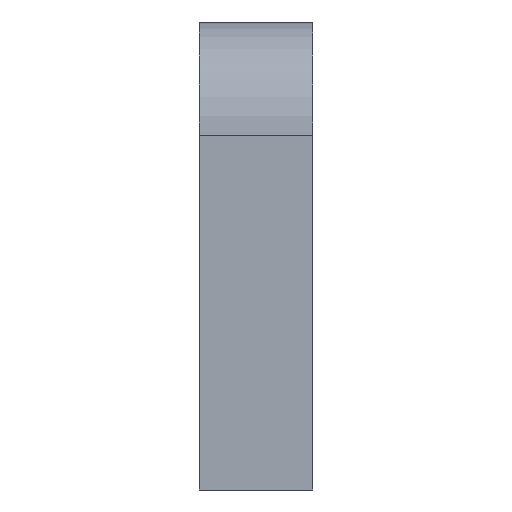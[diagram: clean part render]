
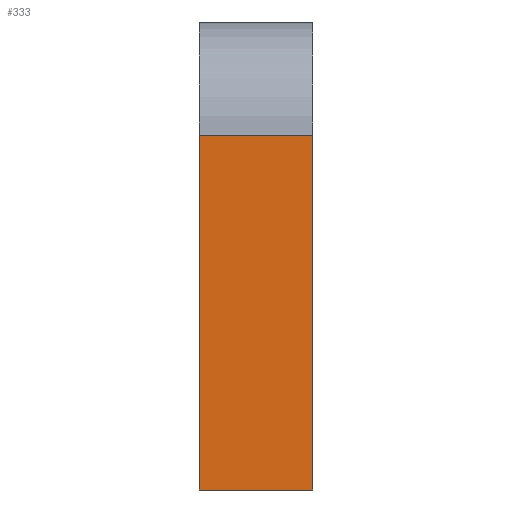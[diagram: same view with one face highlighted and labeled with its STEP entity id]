
A CAD part, left-side view. The second image highlights one B-rep face of the part: STEP entity #333.
In plain terms, the highlighted planar face has unit normal (-1, 0, 0).
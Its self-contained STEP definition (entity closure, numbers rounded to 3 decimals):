
#199 = VERTEX_POINT('',#200);
#200 = CARTESIAN_POINT('',(-0.32,0.32,-1.05));
#206 = EDGE_CURVE('',#199,#207,#209,.T.);
#207 = VERTEX_POINT('',#208);
#208 = CARTESIAN_POINT('',(-0.32,0.32,0.95));
#209 = LINE('',#210,#211);
#210 = CARTESIAN_POINT('',(-0.32,0.32,-3.));
#211 = VECTOR('',#212,1.);
#212 = DIRECTION('',(0.,0.,1.));
#248 = VERTEX_POINT('',#249);
#249 = CARTESIAN_POINT('',(-0.32,-0.32,0.95));
#256 = EDGE_CURVE('',#257,#248,#259,.T.);
#257 = VERTEX_POINT('',#258);
#258 = CARTESIAN_POINT('',(-0.32,-0.32,-1.05));
#259 = LINE('',#260,#261);
#260 = CARTESIAN_POINT('',(-0.32,-0.32,-3.));
#261 = VECTOR('',#262,1.);
#262 = DIRECTION('',(0.,0.,1.));
#320 = EDGE_CURVE('',#207,#248,#321,.T.);
#321 = LINE('',#322,#323);
#322 = CARTESIAN_POINT('',(-0.32,0.32,0.95));
#323 = VECTOR('',#324,1.);
#324 = DIRECTION('',(0.,-1.,0.));
#333 = ADVANCED_FACE('',(#334),#345,.T.);
#334 = FACE_BOUND('',#335,.T.);
#335 = EDGE_LOOP('',(#336,#337,#343,#344));
#336 = ORIENTED_EDGE('',*,*,#206,.F.);
#337 = ORIENTED_EDGE('',*,*,#338,.T.);
#338 = EDGE_CURVE('',#199,#257,#339,.T.);
#339 = LINE('',#340,#341);
#340 = CARTESIAN_POINT('',(-0.32,1.16,-1.05));
#341 = VECTOR('',#342,1.);
#342 = DIRECTION('',(0.,-1.,0.));
#343 = ORIENTED_EDGE('',*,*,#256,.T.);
#344 = ORIENTED_EDGE('',*,*,#320,.F.);
#345 = PLANE('',#346);
#346 = AXIS2_PLACEMENT_3D('',#347,#348,#349);
#347 = CARTESIAN_POINT('',(-0.32,0.32,-3.));
#348 = DIRECTION('',(-1.,0.,0.));
#349 = DIRECTION('',(0.,0.,1.));
